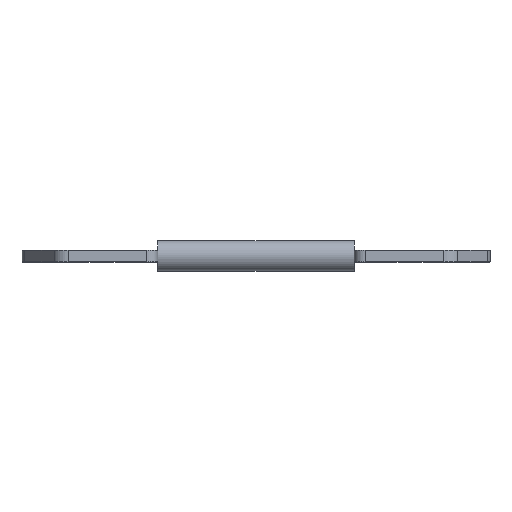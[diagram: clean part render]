
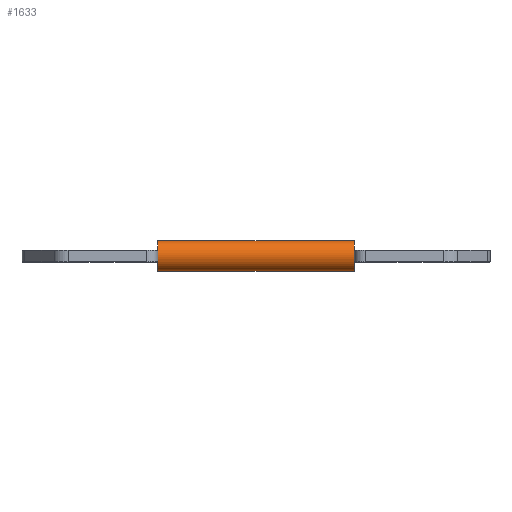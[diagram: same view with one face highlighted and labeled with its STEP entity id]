
A CAD part, top view. The second image highlights one B-rep face of the part: STEP entity #1633.
In plain terms, the highlighted cylindrical face has radius 2.75 mm (diameter 5.5 mm), a partial arc.
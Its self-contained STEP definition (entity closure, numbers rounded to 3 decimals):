
#1556=CARTESIAN_POINT('',(0.0,1.,80.5));
#1557=DIRECTION('',(1.0,0.0,0.0));
#1558=DIRECTION('',(0.0,0.977,-0.211));
#1559=AXIS2_PLACEMENT_3D('',#1556,#1557,#1558);
#1560=CYLINDRICAL_SURFACE('',#1559,2.75);
#1561=CARTESIAN_POINT('',(17.5,-1.688,81.08));
#1562=VERTEX_POINT('',#1561);
#1563=CARTESIAN_POINT('',(-17.5,-1.688,81.08));
#1564=VERTEX_POINT('',#1563);
#1565=CARTESIAN_POINT('',(17.5,-1.688,81.08));
#1566=DIRECTION('',(-1.0,0.0,0.0));
#1567=VECTOR('',#1566,35.0);
#1568=LINE('',#1565,#1567);
#1569=EDGE_CURVE('',#1562,#1564,#1568,.T.);
#1570=ORIENTED_EDGE('',*,*,#1569,.F.);
#1571=CARTESIAN_POINT('',(17.5,0.0,83.062));
#1572=VERTEX_POINT('',#1571);
#1573=CARTESIAN_POINT('',(17.5,1.,80.5));
#1574=DIRECTION('',(-1.0,0.0,0.0));
#1575=DIRECTION('',(0.0,0.977,-0.211));
#1576=AXIS2_PLACEMENT_3D('',#1573,#1574,#1575);
#1577=CIRCLE('',#1576,2.75);
#1578=EDGE_CURVE('',#1562,#1572,#1577,.T.);
#1579=ORIENTED_EDGE('',*,*,#1578,.T.);
#1580=CARTESIAN_POINT('',(17.5,2.0,83.062));
#1581=VERTEX_POINT('',#1580);
#1582=CARTESIAN_POINT('',(17.5,1.,80.5));
#1583=DIRECTION('',(1.0,0.0,0.0));
#1584=DIRECTION('',(0.0,0.977,-0.211));
#1585=AXIS2_PLACEMENT_3D('',#1582,#1583,#1584);
#1586=CIRCLE('',#1585,2.75);
#1587=EDGE_CURVE('',#1581,#1572,#1586,.T.);
#1588=ORIENTED_EDGE('',*,*,#1587,.F.);
#1589=CARTESIAN_POINT('',(17.5,3.688,79.92));
#1590=VERTEX_POINT('',#1589);
#1591=CARTESIAN_POINT('',(17.5,1.,80.5));
#1592=DIRECTION('',(-1.0,0.0,0.0));
#1593=DIRECTION('',(0.0,0.977,-0.211));
#1594=AXIS2_PLACEMENT_3D('',#1591,#1592,#1593);
#1595=CIRCLE('',#1594,2.75);
#1596=EDGE_CURVE('',#1581,#1590,#1595,.T.);
#1597=ORIENTED_EDGE('',*,*,#1596,.T.);
#1598=CARTESIAN_POINT('',(-17.5,3.688,79.92));
#1599=VERTEX_POINT('',#1598);
#1600=CARTESIAN_POINT('',(17.5,3.688,79.92));
#1601=DIRECTION('',(-1.0,0.0,0.0));
#1602=VECTOR('',#1601,35.0);
#1603=LINE('',#1600,#1602);
#1604=EDGE_CURVE('',#1590,#1599,#1603,.T.);
#1605=ORIENTED_EDGE('',*,*,#1604,.T.);
#1606=CARTESIAN_POINT('',(-17.5,2.0,83.062));
#1607=VERTEX_POINT('',#1606);
#1608=CARTESIAN_POINT('',(-17.5,1.,80.5));
#1609=DIRECTION('',(1.0,0.0,0.0));
#1610=DIRECTION('',(0.0,0.977,-0.211));
#1611=AXIS2_PLACEMENT_3D('',#1608,#1609,#1610);
#1612=CIRCLE('',#1611,2.75);
#1613=EDGE_CURVE('',#1599,#1607,#1612,.T.);
#1614=ORIENTED_EDGE('',*,*,#1613,.T.);
#1615=CARTESIAN_POINT('',(-17.5,0.0,83.062));
#1616=VERTEX_POINT('',#1615);
#1617=CARTESIAN_POINT('',(-17.5,1.,80.5));
#1618=DIRECTION('',(-1.0,0.0,0.0));
#1619=DIRECTION('',(0.0,0.977,-0.211));
#1620=AXIS2_PLACEMENT_3D('',#1617,#1618,#1619);
#1621=CIRCLE('',#1620,2.75);
#1622=EDGE_CURVE('',#1616,#1607,#1621,.T.);
#1623=ORIENTED_EDGE('',*,*,#1622,.F.);
#1624=CARTESIAN_POINT('',(-17.5,1.,80.5));
#1625=DIRECTION('',(1.0,0.0,0.0));
#1626=DIRECTION('',(0.0,0.977,-0.211));
#1627=AXIS2_PLACEMENT_3D('',#1624,#1625,#1626);
#1628=CIRCLE('',#1627,2.75);
#1629=EDGE_CURVE('',#1616,#1564,#1628,.T.);
#1630=ORIENTED_EDGE('',*,*,#1629,.T.);
#1631=EDGE_LOOP('',(#1570,#1579,#1588,#1597,#1605,#1614,#1623,#1630));
#1632=FACE_OUTER_BOUND('',#1631,.T.);
#1633=ADVANCED_FACE('',(#1632),#1560,.T.);
